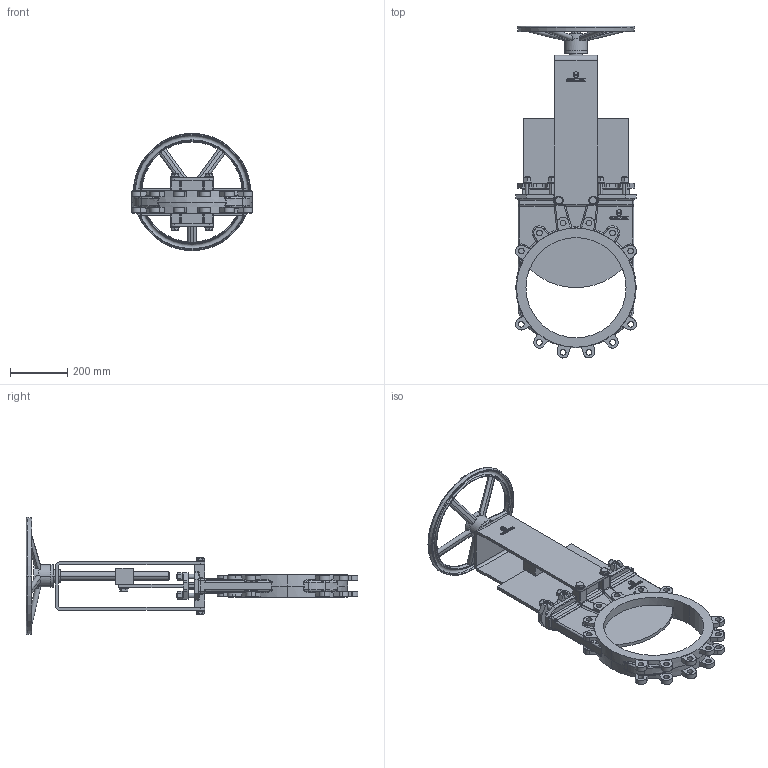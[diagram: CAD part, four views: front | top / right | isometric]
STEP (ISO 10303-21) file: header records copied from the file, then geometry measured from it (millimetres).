
FILE_DESCRIPTION (( 'STEP AP214' ), '1' );
FILE_NAME ('EB350_VOLANTE_HNA_Hierro.STEP', '2011-11-09T15:06:21', ( 'user' ), ( '' ), 'SwSTEP 2.0', 'SolidWorks 2010', '' );
FILE_SCHEMA (( 'AUTOMOTIVE_DESIGN' ));
Length unit declared in the file: millimetre
Products named in the file (9): Plain Washer Grade A_DIN_Washer DIN 125 - A 17; Accto_volante_HNA_EB350_Hierro_Default; StudBoltMFS_DIN_DIN 976-2 -- MFS M16 x 65 --- C; Hex Bolt GradeAB_DIN_ISO 4014 - M16 x 65 x 38-N; Hex Nut GradeC_DIN_Hexagon Nut ISO 4034 - M16 - N; Plain Washer Grade A_DIN_Washer DIN 125 - B 17; Hex Screw GradeAB_DIN_ISO 4017 - M16 x 30-N; cuerpo_EB350_Hierro_Default; EB350_VOLANTE_HNA_Hierro
Assembly tree (38 placements, depth 2):
  EB350_VOLANTE_HNA_Hierro
    Plain Washer Grade A_DIN_Washer DIN 125 - A 17  x12
    Hex Screw GradeAB_DIN_ISO 4017 - M16 x 30-N  x2
    StudBoltMFS_DIN_DIN 976-2 -- MFS M16 x 65 --- C  x8
    Hex Bolt GradeAB_DIN_ISO 4014 - M16 x 65 x 38-N  x4
    Plain Washer Grade A_DIN_Washer DIN 125 - B 17  x2
    Hex Nut GradeC_DIN_Hexagon Nut ISO 4034 - M16 - N  x8
    Accto_volante_HNA_EB350_Hierro_Default
    cuerpo_EB350_Hierro_Default
Bounding box: 422.48 x 1159.55 x 410 mm (x, y, z)
Volume: 12670298.5 mm3; surface area: 1669962.2 mm2
Topology: 48 solids, 49 shells, 1869 faces, 4565 edges, 2859 vertices
Faces by surface type: plane 929, cylinder 488, cone 226, bspline 136, torus 90
Entity records: 79760 total; most frequent: CARTESIAN_POINT 32732, ORIENTED_EDGE 7278, DIRECTION 6647, EDGE_CURVE 3639, VERTEX_POINT 2331, AXIS2_PLACEMENT_3D 2258, VECTOR 2131, LINE 2131
